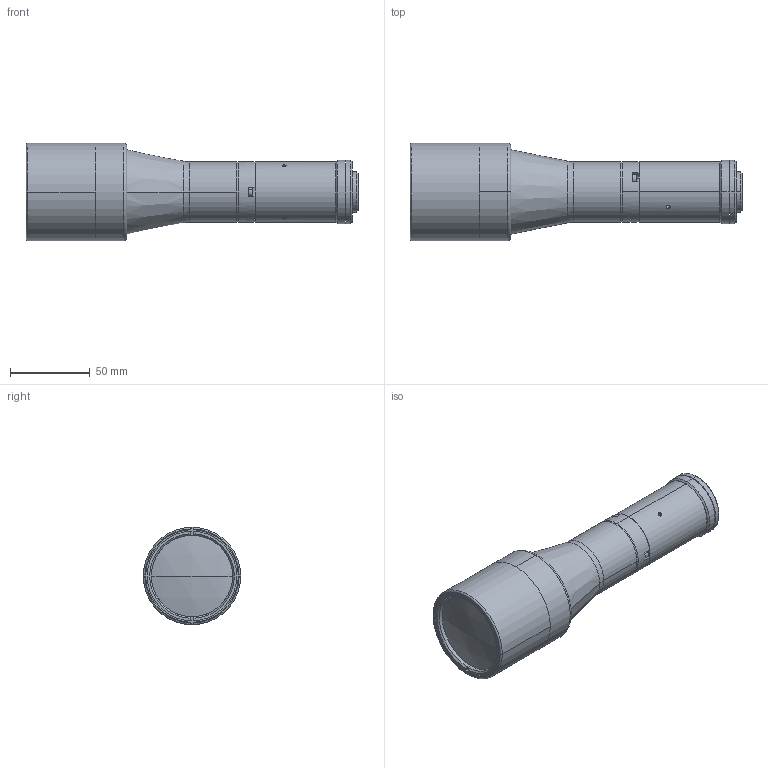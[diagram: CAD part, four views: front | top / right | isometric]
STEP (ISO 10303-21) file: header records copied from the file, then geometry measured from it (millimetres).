
FILE_DESCRIPTION (( 'STEP AP203' ), '1' );
FILE_NAME ('DP26376_TC3MHR036-C.step', '2020-09-03T13:32:00', ( '' ), ( '' ), 'SwSTEP 2.0', 'SolidWorks 2020', '' );
FILE_SCHEMA (( 'CONFIG_CONTROL_DESIGN' ));
Length unit declared in the file: millimetre
Products named in the file (1): DP26376_TC3MHR036-C
Bounding box: 207.93 x 61 x 61 mm (x, y, z)
Surface area: 46884.7 mm2 (no closed solid volume)
Topology: 0 solids, 16 shells, 117 faces, 345 edges, 243 vertices
Faces by surface type: cylinder 48, plane 37, cone 18, torus 12, sphere 2
Entity records: 4255 total; most frequent: CARTESIAN_POINT 954, DIRECTION 755, ORIENTED_EDGE 550, EDGE_CURVE 341, AXIS2_PLACEMENT_3D 316, VERTEX_POINT 243, CIRCLE 198, EDGE_LOOP 151
